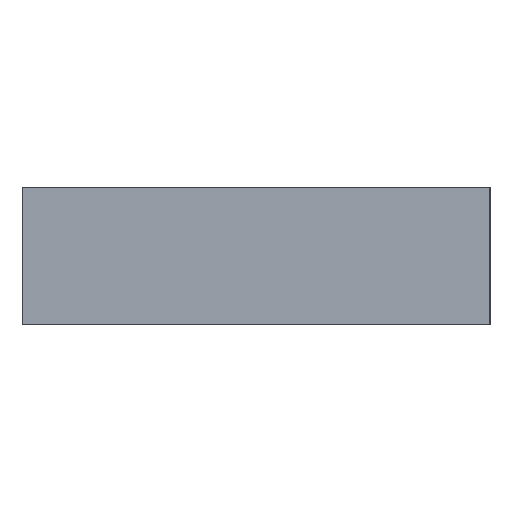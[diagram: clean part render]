
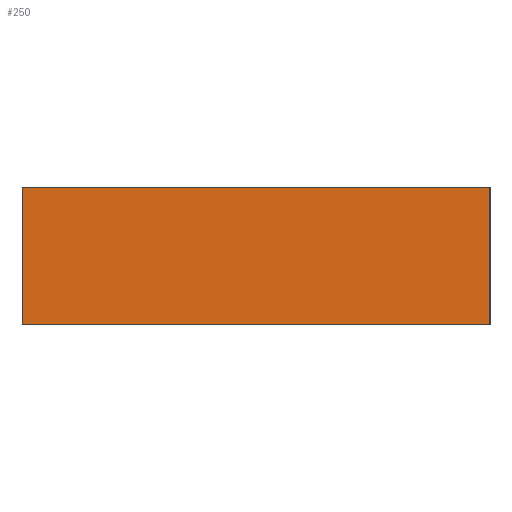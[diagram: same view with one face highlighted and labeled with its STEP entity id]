
A CAD part, left-side view. The second image highlights one B-rep face of the part: STEP entity #250.
In plain terms, the highlighted planar face has unit normal (-1, 0, 0).
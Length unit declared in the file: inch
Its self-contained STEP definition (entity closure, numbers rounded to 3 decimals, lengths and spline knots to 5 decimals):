
#38=FACE_OUTER_BOUND('',#52,.T.);
#52=EDGE_LOOP('',(#187,#188,#189,#190));
#69=LINE('',#381,#93);
#79=LINE('',#405,#103);
#80=LINE('',#407,#104);
#81=LINE('',#408,#105);
#93=VECTOR('',#305,0.3937);
#103=VECTOR('',#325,7.);
#104=VECTOR('',#326,0.5);
#105=VECTOR('',#327,7.);
#117=VERTEX_POINT('',#378);
#118=VERTEX_POINT('',#380);
#127=VERTEX_POINT('',#404);
#128=VERTEX_POINT('',#406);
#139=EDGE_CURVE('',#118,#117,#69,.T.);
#151=EDGE_CURVE('',#127,#117,#79,.T.);
#152=EDGE_CURVE('',#127,#128,#80,.T.);
#153=EDGE_CURVE('',#128,#118,#81,.T.);
#187=ORIENTED_EDGE('',*,*,#139,.T.);
#188=ORIENTED_EDGE('',*,*,#151,.F.);
#189=ORIENTED_EDGE('',*,*,#152,.T.);
#190=ORIENTED_EDGE('',*,*,#153,.T.);
#241=PLANE('',#280);
#250=ADVANCED_FACE('',(#38),#241,.F.);
#280=AXIS2_PLACEMENT_3D('',#403,#323,#324);
#305=DIRECTION('',(0.,0.,1.));
#323=DIRECTION('center_axis',(1.,0.,0.));
#324=DIRECTION('ref_axis',(0.,0.,-1.));
#325=DIRECTION('',(0.,-1.,0.));
#326=DIRECTION('',(0.,0.,-1.));
#327=DIRECTION('',(0.,-1.,0.));
#378=CARTESIAN_POINT('',(0.,5.3,0.5));
#380=CARTESIAN_POINT('',(0.,5.3,0.));
#381=CARTESIAN_POINT('',(0.,5.3,0.5));
#403=CARTESIAN_POINT('Origin',(0.,0.,0.5));
#404=CARTESIAN_POINT('',(0.,7.,0.5));
#405=CARTESIAN_POINT('',(0.,7.,0.5));
#406=CARTESIAN_POINT('',(0.,7.,0.));
#407=CARTESIAN_POINT('',(0.,7.,0.5));
#408=CARTESIAN_POINT('',(0.,7.,0.));
